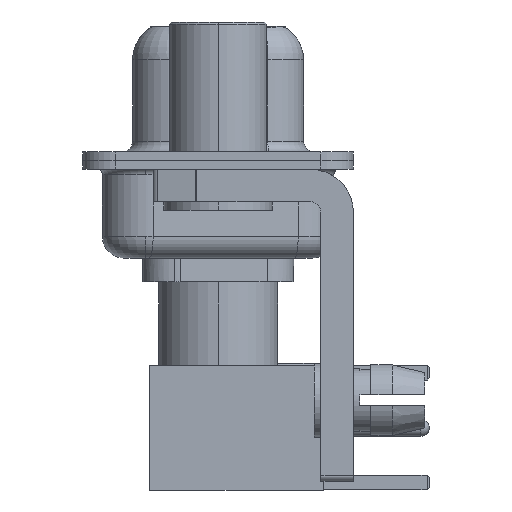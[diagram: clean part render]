
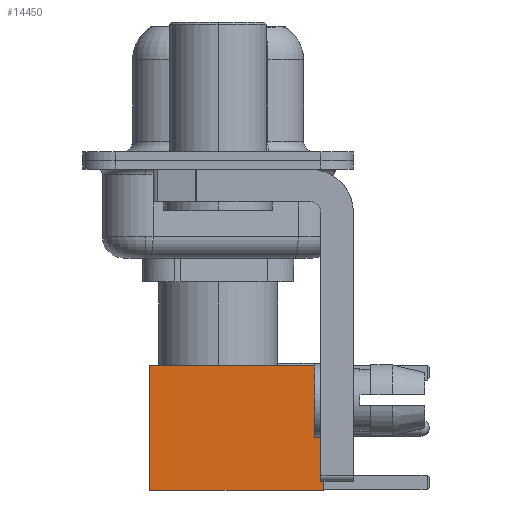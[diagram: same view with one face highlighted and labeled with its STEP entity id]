
A CAD part, left-side view. The second image highlights one B-rep face of the part: STEP entity #14450.
In plain terms, the highlighted face is planar.
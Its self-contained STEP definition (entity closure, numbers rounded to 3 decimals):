
#863 = EDGE_CURVE ( 'NONE', #6769, #13589, #21848, .T. ) ;
#1391 = DIRECTION ( 'NONE',  ( -1., 0., 0. ) ) ;
#1949 = CARTESIAN_POINT ( 'NONE',  ( 2.875, 2.875, 0. ) ) ;
#2112 = EDGE_CURVE ( 'NONE', #13589, #2318, #7902, .T. ) ;
#2318 = VERTEX_POINT ( 'NONE', #17042 ) ;
#2468 = FACE_OUTER_BOUND ( 'NONE', #20134, .T. ) ;
#3013 = ORIENTED_EDGE ( 'NONE', *, *, #22821, .F. ) ;
#3648 = ORIENTED_EDGE ( 'NONE', *, *, #863, .T. ) ;
#5860 = LINE ( 'NONE', #13970, #18583 ) ;
#6769 = VERTEX_POINT ( 'NONE', #15295 ) ;
#7649 = DIRECTION ( 'NONE',  ( -1., 0., 0. ) ) ;
#7902 = LINE ( 'NONE', #13758, #9243 ) ;
#8592 = PLANE ( 'NONE',  #8839 ) ;
#8839 = AXIS2_PLACEMENT_3D ( 'NONE', #1949, #12328, #14443 ) ;
#9243 = VECTOR ( 'NONE', #1391, 1000. ) ;
#12328 = DIRECTION ( 'NONE',  ( 0., 1., 0. ) ) ;
#13589 = VERTEX_POINT ( 'NONE', #14770 ) ;
#13758 = CARTESIAN_POINT ( 'NONE',  ( 0., 2.875, 0. ) ) ;
#13970 = CARTESIAN_POINT ( 'NONE',  ( -2.875, 2.875, 0. ) ) ;
#14443 = DIRECTION ( 'NONE',  ( 0., 0., 1. ) ) ;
#14450 = ADVANCED_FACE ( 'NONE', ( #2468 ), #8592, .T. ) ;
#14770 = CARTESIAN_POINT ( 'NONE',  ( 2.875, 2.875, 0. ) ) ;
#15295 = CARTESIAN_POINT ( 'NONE',  ( 2.875, 2.875, 8. ) ) ;
#15347 = VERTEX_POINT ( 'NONE', #24236 ) ;
#15472 = VECTOR ( 'NONE', #16125, 1000. ) ;
#15928 = EDGE_CURVE ( 'NONE', #15347, #2318, #5860, .T. ) ;
#16125 = DIRECTION ( 'NONE',  ( 0., 0., -1. ) ) ;
#17042 = CARTESIAN_POINT ( 'NONE',  ( -2.875, 2.875, 0. ) ) ;
#18583 = VECTOR ( 'NONE', #22055, 1000. ) ;
#19659 = ORIENTED_EDGE ( 'NONE', *, *, #2112, .T. ) ;
#20134 = EDGE_LOOP ( 'NONE', ( #3648, #19659, #23886, #3013 ) ) ;
#21311 = CARTESIAN_POINT ( 'NONE',  ( 0., 2.875, 8. ) ) ;
#21848 = LINE ( 'NONE', #24248, #15472 ) ;
#22055 = DIRECTION ( 'NONE',  ( 0., 0., -1. ) ) ;
#22821 = EDGE_CURVE ( 'NONE', #6769, #15347, #25335, .T. ) ;
#23886 = ORIENTED_EDGE ( 'NONE', *, *, #15928, .F. ) ;
#24236 = CARTESIAN_POINT ( 'NONE',  ( -2.875, 2.875, 8. ) ) ;
#24248 = CARTESIAN_POINT ( 'NONE',  ( 2.875, 2.875, 0. ) ) ;
#25335 = LINE ( 'NONE', #21311, #25682 ) ;
#25682 = VECTOR ( 'NONE', #7649, 1000. ) ;
